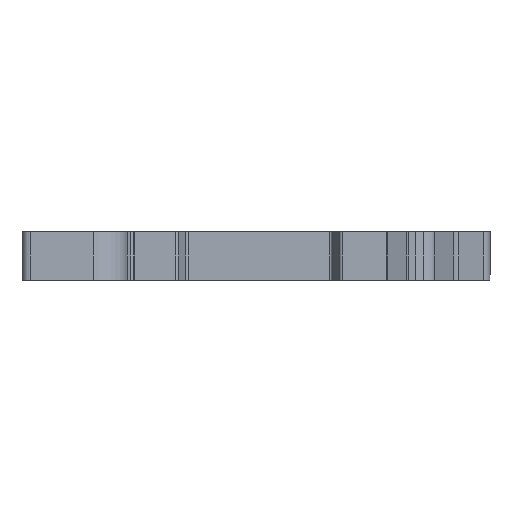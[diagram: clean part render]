
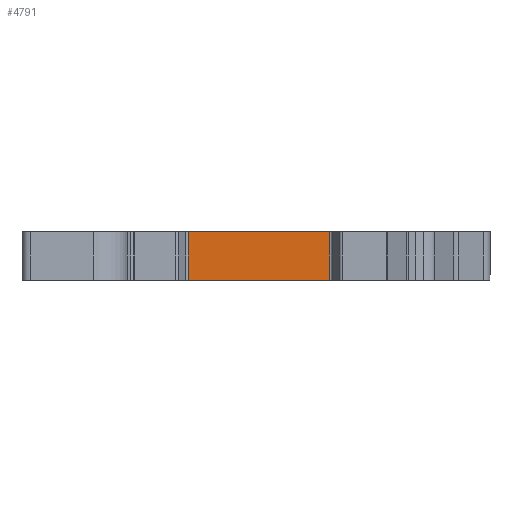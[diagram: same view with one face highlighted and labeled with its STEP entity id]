
A CAD part, front view. The second image highlights one B-rep face of the part: STEP entity #4791.
In plain terms, the highlighted planar face has unit normal (0, -1, 0).
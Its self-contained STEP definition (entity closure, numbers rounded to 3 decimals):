
#17 = EDGE_CURVE ( 'NONE', #4686, #4300, #3926, .T. ) ;
#326 = VERTEX_POINT ( 'NONE', #6145 ) ;
#500 = EDGE_LOOP ( 'NONE', ( #4077, #5428, #1387, #1157 ) ) ;
#682 = CARTESIAN_POINT ( 'NONE',  ( -8.746, -33.903, 6. ) ) ;
#1001 = CARTESIAN_POINT ( 'NONE',  ( 0., -33.903, 6. ) ) ;
#1071 = VECTOR ( 'NONE', #2169, 1000. ) ;
#1074 = DIRECTION ( 'NONE',  ( 0., 0., -1. ) ) ;
#1157 = ORIENTED_EDGE ( 'NONE', *, *, #3371, .T. ) ;
#1387 = ORIENTED_EDGE ( 'NONE', *, *, #3352, .F. ) ;
#1565 = DIRECTION ( 'NONE',  ( 0., 1., 0. ) ) ;
#1805 = CARTESIAN_POINT ( 'NONE',  ( 0., -33.903, 6. ) ) ;
#2008 = CARTESIAN_POINT ( 'NONE',  ( -8.746, -33.903, 0. ) ) ;
#2169 = DIRECTION ( 'NONE',  ( 1., 0., 0. ) ) ;
#2626 = VECTOR ( 'NONE', #6922, 1000. ) ;
#2819 = CARTESIAN_POINT ( 'NONE',  ( 8.746, -33.903, 0. ) ) ;
#3178 = EDGE_CURVE ( 'NONE', #326, #4300, #6710, .T. ) ;
#3352 = EDGE_CURVE ( 'NONE', #3782, #326, #4113, .T. ) ;
#3371 = EDGE_CURVE ( 'NONE', #3782, #4686, #3930, .T. ) ;
#3704 = CARTESIAN_POINT ( 'NONE',  ( -8.746, -33.903, 6. ) ) ;
#3782 = VERTEX_POINT ( 'NONE', #3704 ) ;
#3926 = LINE ( 'NONE', #5549, #1071 ) ;
#3930 = LINE ( 'NONE', #682, #5441 ) ;
#4077 = ORIENTED_EDGE ( 'NONE', *, *, #17, .T. ) ;
#4113 = LINE ( 'NONE', #1805, #2626 ) ;
#4195 = AXIS2_PLACEMENT_3D ( 'NONE', #1001, #1565, #5537 ) ;
#4300 = VERTEX_POINT ( 'NONE', #2819 ) ;
#4393 = PLANE ( 'NONE',  #4195 ) ;
#4686 = VERTEX_POINT ( 'NONE', #2008 ) ;
#4791 = ADVANCED_FACE ( 'NONE', ( #5773 ), #4393, .F. ) ;
#5043 = CARTESIAN_POINT ( 'NONE',  ( 8.746, -33.903, 6. ) ) ;
#5182 = VECTOR ( 'NONE', #1074, 1000. ) ;
#5428 = ORIENTED_EDGE ( 'NONE', *, *, #3178, .F. ) ;
#5441 = VECTOR ( 'NONE', #5795, 1000. ) ;
#5537 = DIRECTION ( 'NONE',  ( -1., 0., 0. ) ) ;
#5549 = CARTESIAN_POINT ( 'NONE',  ( 0., -33.903, 0. ) ) ;
#5773 = FACE_OUTER_BOUND ( 'NONE', #500, .T. ) ;
#5795 = DIRECTION ( 'NONE',  ( 0., 0., -1. ) ) ;
#6145 = CARTESIAN_POINT ( 'NONE',  ( 8.746, -33.903, 6. ) ) ;
#6710 = LINE ( 'NONE', #5043, #5182 ) ;
#6922 = DIRECTION ( 'NONE',  ( 1., 0., 0. ) ) ;
